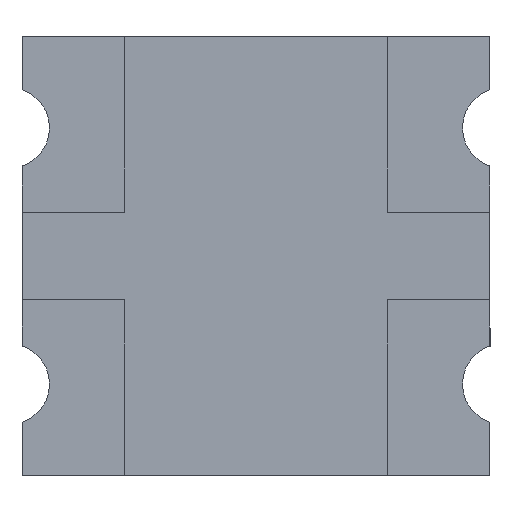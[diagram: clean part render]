
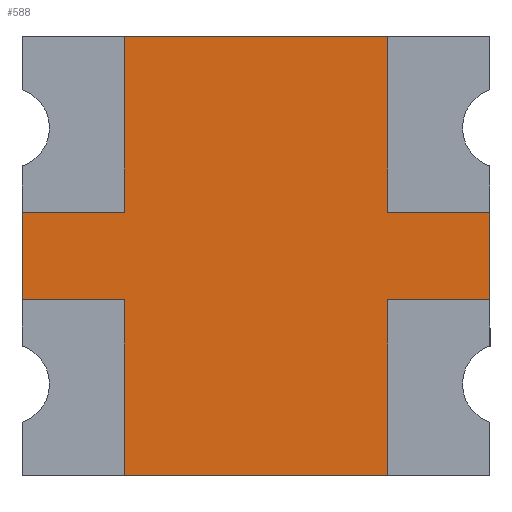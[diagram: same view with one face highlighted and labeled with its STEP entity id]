
A CAD part, front view. The second image highlights one B-rep face of the part: STEP entity #588.
In plain terms, the highlighted planar face has unit normal (0, -1, 0).
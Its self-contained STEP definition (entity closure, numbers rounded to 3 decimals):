
#42=FACE_OUTER_BOUND('',#72,.T.);
#72=EDGE_LOOP('',(#447,#448,#449,#450,#451,#452,#453,#454,#455,#456,#457,
#458));
#87=LINE('',#813,#163);
#91=LINE('',#821,#167);
#97=LINE('',#836,#173);
#101=LINE('',#844,#177);
#107=LINE('',#859,#183);
#111=LINE('',#867,#187);
#117=LINE('',#882,#193);
#121=LINE('',#890,#197);
#137=LINE('',#924,#213);
#138=LINE('',#925,#214);
#139=LINE('',#926,#215);
#140=LINE('',#927,#216);
#163=VECTOR('',#659,10.);
#167=VECTOR('',#665,10.);
#173=VECTOR('',#677,10.);
#177=VECTOR('',#683,10.);
#183=VECTOR('',#695,10.);
#187=VECTOR('',#701,10.);
#193=VECTOR('',#713,10.);
#197=VECTOR('',#719,10.);
#213=VECTOR('',#747,10.);
#214=VECTOR('',#748,10.);
#215=VECTOR('',#749,10.);
#216=VECTOR('',#750,10.);
#239=VERTEX_POINT('',#811);
#240=VERTEX_POINT('',#812);
#243=VERTEX_POINT('',#820);
#248=VERTEX_POINT('',#834);
#249=VERTEX_POINT('',#835);
#252=VERTEX_POINT('',#843);
#257=VERTEX_POINT('',#857);
#258=VERTEX_POINT('',#858);
#261=VERTEX_POINT('',#866);
#266=VERTEX_POINT('',#880);
#267=VERTEX_POINT('',#881);
#270=VERTEX_POINT('',#889);
#295=EDGE_CURVE('',#239,#240,#87,.T.);
#299=EDGE_CURVE('',#240,#243,#91,.T.);
#306=EDGE_CURVE('',#248,#249,#97,.T.);
#310=EDGE_CURVE('',#249,#252,#101,.T.);
#317=EDGE_CURVE('',#257,#258,#107,.T.);
#321=EDGE_CURVE('',#258,#261,#111,.T.);
#328=EDGE_CURVE('',#266,#267,#117,.T.);
#332=EDGE_CURVE('',#267,#270,#121,.T.);
#349=EDGE_CURVE('',#243,#257,#137,.T.);
#350=EDGE_CURVE('',#248,#261,#138,.T.);
#351=EDGE_CURVE('',#252,#266,#139,.T.);
#352=EDGE_CURVE('',#239,#270,#140,.T.);
#447=ORIENTED_EDGE('',*,*,#299,.T.);
#448=ORIENTED_EDGE('',*,*,#349,.T.);
#449=ORIENTED_EDGE('',*,*,#317,.T.);
#450=ORIENTED_EDGE('',*,*,#321,.T.);
#451=ORIENTED_EDGE('',*,*,#350,.F.);
#452=ORIENTED_EDGE('',*,*,#306,.T.);
#453=ORIENTED_EDGE('',*,*,#310,.T.);
#454=ORIENTED_EDGE('',*,*,#351,.T.);
#455=ORIENTED_EDGE('',*,*,#328,.T.);
#456=ORIENTED_EDGE('',*,*,#332,.T.);
#457=ORIENTED_EDGE('',*,*,#352,.F.);
#458=ORIENTED_EDGE('',*,*,#295,.T.);
#562=PLANE('',#636);
#588=ADVANCED_FACE('',(#42),#562,.F.);
#636=AXIS2_PLACEMENT_3D('',#923,#745,#746);
#659=DIRECTION('',(0.,0.,1.));
#665=DIRECTION('',(1.,0.,0.));
#677=DIRECTION('',(0.,0.,-1.));
#683=DIRECTION('',(-1.,0.,0.));
#695=DIRECTION('',(-1.,0.,0.));
#701=DIRECTION('',(0.,0.,1.));
#713=DIRECTION('',(1.,0.,0.));
#719=DIRECTION('',(0.,0.,-1.));
#745=DIRECTION('center_axis',(0.,1.,0.));
#746=DIRECTION('ref_axis',(1.,0.,0.));
#747=DIRECTION('',(0.,0.,1.));
#748=DIRECTION('',(1.,0.,0.));
#749=DIRECTION('',(0.,0.,-1.));
#750=DIRECTION('',(-1.,0.,0.));
#811=CARTESIAN_POINT('',(0.45,0.,-0.75));
#812=CARTESIAN_POINT('',(0.45,0.,-0.15));
#813=CARTESIAN_POINT('',(0.45,0.,-0.075));
#820=CARTESIAN_POINT('',(0.8,0.,-0.15));
#821=CARTESIAN_POINT('',(0.4,0.,-0.15));
#834=CARTESIAN_POINT('',(-0.45,0.,0.75));
#835=CARTESIAN_POINT('',(-0.45,0.,0.15));
#836=CARTESIAN_POINT('',(-0.45,0.,0.075));
#843=CARTESIAN_POINT('',(-0.8,0.,0.15));
#844=CARTESIAN_POINT('',(-0.4,0.,0.15));
#857=CARTESIAN_POINT('',(0.8,0.,0.15));
#858=CARTESIAN_POINT('',(0.45,0.,0.15));
#859=CARTESIAN_POINT('',(0.225,0.,0.15));
#866=CARTESIAN_POINT('',(0.45,0.,0.75));
#867=CARTESIAN_POINT('',(0.45,0.,0.375));
#880=CARTESIAN_POINT('',(-0.8,0.,-0.15));
#881=CARTESIAN_POINT('',(-0.45,0.,-0.15));
#882=CARTESIAN_POINT('',(-0.225,0.,-0.15));
#889=CARTESIAN_POINT('',(-0.45,0.,-0.75));
#890=CARTESIAN_POINT('',(-0.45,0.,-0.375));
#923=CARTESIAN_POINT('Origin',(0.,0.,0.));
#924=CARTESIAN_POINT('',(0.8,0.,0.15));
#925=CARTESIAN_POINT('',(-0.8,0.,0.75));
#926=CARTESIAN_POINT('',(-0.8,0.,-0.15));
#927=CARTESIAN_POINT('',(0.8,0.,-0.75));
